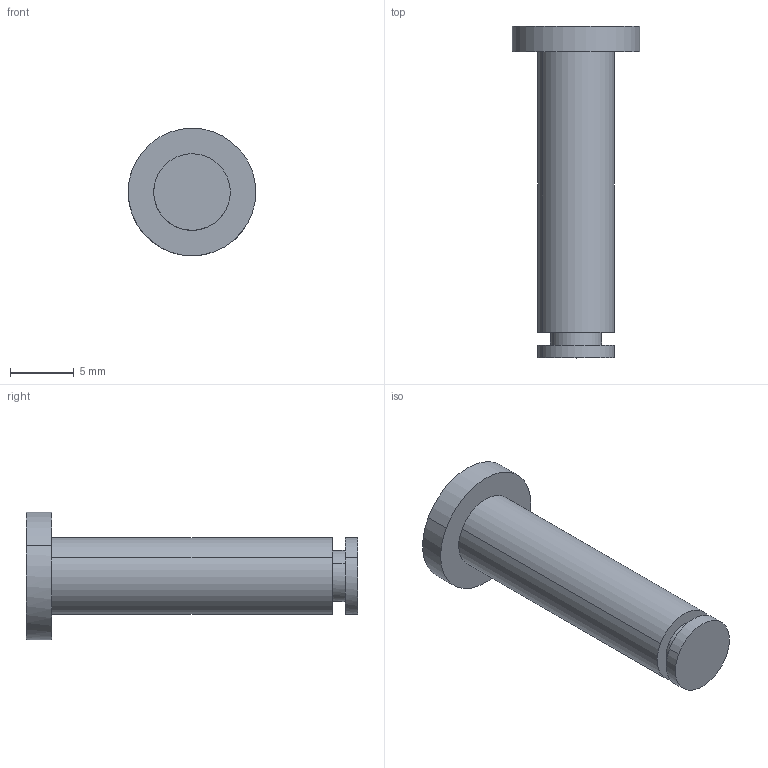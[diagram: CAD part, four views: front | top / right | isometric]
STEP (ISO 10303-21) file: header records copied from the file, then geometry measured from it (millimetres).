
FILE_DESCRIPTION(('CoCreate Modeling STEP Export'),'2;1');
FILE_NAME('m20.stp','2011-05-24T11:23:05',(''),(''),'CoCreate Modeling STEP processor for AP214 (Solid Model)','CoCreate Modeling 18.0P1120 20-Nov-2010 (C) Parametric Technology GmbH','');
FILE_SCHEMA(('AUTOMOTIVE_DESIGN { 1 0 10303 214 1 1 1 1 }'));
Length unit declared in the file: millimetre
Products named in the file (1): BODY_4____SOL5133_-_WSP_CHAPE_-.PRT
Bounding box: 10 x 26 x 10 mm (x, y, z)
Volume: 820 mm3; surface area: 697.4 mm2
Topology: 1 solids, 1 shells, 13 faces, 27 edges, 19 vertices
Faces by surface type: cylinder 8, plane 5
Entity records: 331 total; most frequent: ORIENTED_EDGE 54, DIRECTION 52, CARTESIAN_POINT 49, EDGE_CURVE 27, AXIS2_PLACEMENT_3D 22, VERTEX_POINT 19, EDGE_LOOP 16, FACE_OUTER_BOUND 13
